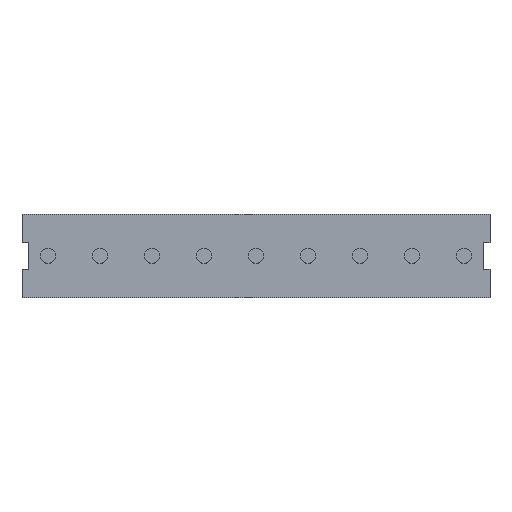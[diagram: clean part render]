
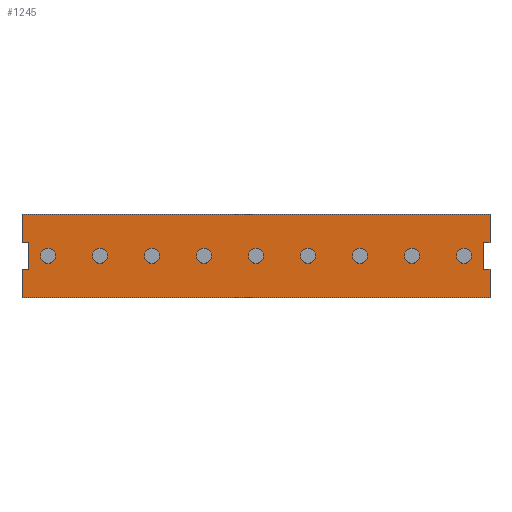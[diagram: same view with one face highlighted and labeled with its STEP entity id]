
A CAD part, top view. The second image highlights one B-rep face of the part: STEP entity #1245.
In plain terms, the highlighted planar face has unit normal (0, 0, 1).
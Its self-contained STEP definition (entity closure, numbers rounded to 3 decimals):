
#76=DIRECTION('',(0.,-1.,0.));
#77=VECTOR('',#76,2.159);
#78=CARTESIAN_POINT('',(-17.831,-1.016,0.));
#79=LINE('',#78,#77);
#116=DIRECTION('',(0.,-1.,0.));
#117=VECTOR('',#116,2.159);
#118=CARTESIAN_POINT('',(-17.831,3.175,0.));
#119=LINE('',#118,#117);
#242=DIRECTION('',(0.,-1.,0.));
#243=VECTOR('',#242,2.159);
#244=CARTESIAN_POINT('',(17.831,3.175,0.));
#245=LINE('',#244,#243);
#282=DIRECTION('',(0.,-1.,0.));
#283=VECTOR('',#282,2.159);
#284=CARTESIAN_POINT('',(17.831,-1.016,0.));
#285=LINE('',#284,#283);
#286=DIRECTION('',(-1.,0.,0.));
#287=VECTOR('',#286,0.5);
#288=CARTESIAN_POINT('',(17.831,1.016,0.));
#289=LINE('',#288,#287);
#290=DIRECTION('',(0.,-1.,0.));
#291=VECTOR('',#290,2.032);
#292=CARTESIAN_POINT('',(17.331,1.016,0.));
#293=LINE('',#292,#291);
#294=DIRECTION('',(-1.,0.,0.));
#295=VECTOR('',#294,0.5);
#296=CARTESIAN_POINT('',(17.831,-1.016,0.));
#297=LINE('',#296,#295);
#298=DIRECTION('',(1.,0.,0.));
#299=VECTOR('',#298,0.5);
#300=CARTESIAN_POINT('',(-17.831,-1.016,0.));
#301=LINE('',#300,#299);
#302=DIRECTION('',(0.,1.,0.));
#303=VECTOR('',#302,2.032);
#304=CARTESIAN_POINT('',(-17.331,-1.016,0.));
#305=LINE('',#304,#303);
#306=DIRECTION('',(1.,0.,0.));
#307=VECTOR('',#306,0.5);
#308=CARTESIAN_POINT('',(-17.831,1.016,0.));
#309=LINE('',#308,#307);
#310=DIRECTION('',(1.,0.,0.));
#311=VECTOR('',#310,35.662);
#312=CARTESIAN_POINT('',(-17.831,3.175,0.));
#313=LINE('',#312,#311);
#314=CARTESIAN_POINT('',(15.85,0.,0.));
#315=DIRECTION('',(0.,0.,1.));
#316=DIRECTION('',(1.,0.,0.));
#317=AXIS2_PLACEMENT_3D('',#314,#315,#316);
#319=CARTESIAN_POINT('',(15.85,0.,0.));
#320=DIRECTION('',(0.,0.,1.));
#321=DIRECTION('',(-1.,0.,0.));
#322=AXIS2_PLACEMENT_3D('',#319,#320,#321);
#324=CARTESIAN_POINT('',(11.887,0.,0.));
#325=DIRECTION('',(0.,0.,1.));
#326=DIRECTION('',(1.,0.,0.));
#327=AXIS2_PLACEMENT_3D('',#324,#325,#326);
#329=CARTESIAN_POINT('',(11.887,0.,0.));
#330=DIRECTION('',(0.,0.,1.));
#331=DIRECTION('',(-1.,0.,0.));
#332=AXIS2_PLACEMENT_3D('',#329,#330,#331);
#334=CARTESIAN_POINT('',(7.925,0.,0.));
#335=DIRECTION('',(0.,0.,1.));
#336=DIRECTION('',(1.,0.,0.));
#337=AXIS2_PLACEMENT_3D('',#334,#335,#336);
#339=CARTESIAN_POINT('',(7.925,0.,0.));
#340=DIRECTION('',(0.,0.,1.));
#341=DIRECTION('',(-1.,0.,0.));
#342=AXIS2_PLACEMENT_3D('',#339,#340,#341);
#344=CARTESIAN_POINT('',(3.962,0.,0.));
#345=DIRECTION('',(0.,0.,1.));
#346=DIRECTION('',(1.,0.,0.));
#347=AXIS2_PLACEMENT_3D('',#344,#345,#346);
#349=CARTESIAN_POINT('',(3.962,0.,0.));
#350=DIRECTION('',(0.,0.,1.));
#351=DIRECTION('',(-1.,0.,0.));
#352=AXIS2_PLACEMENT_3D('',#349,#350,#351);
#354=CARTESIAN_POINT('',(0.,0.,0.));
#355=DIRECTION('',(0.,0.,1.));
#356=DIRECTION('',(1.,0.,0.));
#357=AXIS2_PLACEMENT_3D('',#354,#355,#356);
#359=CARTESIAN_POINT('',(0.,0.,0.));
#360=DIRECTION('',(0.,0.,1.));
#361=DIRECTION('',(-1.,0.,0.));
#362=AXIS2_PLACEMENT_3D('',#359,#360,#361);
#364=CARTESIAN_POINT('',(-3.962,0.,0.));
#365=DIRECTION('',(0.,0.,1.));
#366=DIRECTION('',(1.,0.,0.));
#367=AXIS2_PLACEMENT_3D('',#364,#365,#366);
#369=CARTESIAN_POINT('',(-3.962,0.,0.));
#370=DIRECTION('',(0.,0.,1.));
#371=DIRECTION('',(-1.,0.,0.));
#372=AXIS2_PLACEMENT_3D('',#369,#370,#371);
#374=CARTESIAN_POINT('',(-7.925,0.,0.));
#375=DIRECTION('',(0.,0.,1.));
#376=DIRECTION('',(1.,0.,0.));
#377=AXIS2_PLACEMENT_3D('',#374,#375,#376);
#379=CARTESIAN_POINT('',(-7.925,0.,0.));
#380=DIRECTION('',(0.,0.,1.));
#381=DIRECTION('',(-1.,0.,0.));
#382=AXIS2_PLACEMENT_3D('',#379,#380,#381);
#384=CARTESIAN_POINT('',(-11.887,0.,0.));
#385=DIRECTION('',(0.,0.,1.));
#386=DIRECTION('',(1.,0.,0.));
#387=AXIS2_PLACEMENT_3D('',#384,#385,#386);
#389=CARTESIAN_POINT('',(-11.887,0.,0.));
#390=DIRECTION('',(0.,0.,1.));
#391=DIRECTION('',(-1.,0.,0.));
#392=AXIS2_PLACEMENT_3D('',#389,#390,#391);
#394=CARTESIAN_POINT('',(-15.85,0.,0.));
#395=DIRECTION('',(0.,0.,1.));
#396=DIRECTION('',(1.,0.,0.));
#397=AXIS2_PLACEMENT_3D('',#394,#395,#396);
#399=CARTESIAN_POINT('',(-15.85,0.,0.));
#400=DIRECTION('',(0.,0.,1.));
#401=DIRECTION('',(-1.,0.,0.));
#402=AXIS2_PLACEMENT_3D('',#399,#400,#401);
#412=DIRECTION('',(1.,0.,0.));
#413=VECTOR('',#412,35.662);
#414=CARTESIAN_POINT('',(-17.831,-3.175,0.));
#415=LINE('',#414,#413);
#768=CARTESIAN_POINT('',(-17.831,-3.175,0.));
#770=VERTEX_POINT('',#768);
#778=CARTESIAN_POINT('',(-17.831,3.175,0.));
#779=VERTEX_POINT('',#778);
#780=CARTESIAN_POINT('',(17.831,-3.175,0.));
#782=VERTEX_POINT('',#780);
#790=CARTESIAN_POINT('',(17.831,3.175,0.));
#791=VERTEX_POINT('',#790);
#808=CARTESIAN_POINT('',(16.421,0.,0.));
#809=CARTESIAN_POINT('',(15.278,0.,0.));
#810=VERTEX_POINT('',#808);
#811=VERTEX_POINT('',#809);
#824=CARTESIAN_POINT('',(12.459,0.,0.));
#825=CARTESIAN_POINT('',(11.316,0.,0.));
#826=VERTEX_POINT('',#824);
#827=VERTEX_POINT('',#825);
#832=CARTESIAN_POINT('',(-17.831,-1.016,0.));
#834=VERTEX_POINT('',#832);
#836=CARTESIAN_POINT('',(-17.831,1.016,0.));
#838=VERTEX_POINT('',#836);
#840=CARTESIAN_POINT('',(17.831,1.016,0.));
#842=VERTEX_POINT('',#840);
#844=CARTESIAN_POINT('',(17.831,-1.016,0.));
#846=VERTEX_POINT('',#844);
#848=CARTESIAN_POINT('',(17.331,1.016,0.));
#849=VERTEX_POINT('',#848);
#850=CARTESIAN_POINT('',(17.331,-1.016,0.));
#851=VERTEX_POINT('',#850);
#852=CARTESIAN_POINT('',(-17.331,-1.016,0.));
#853=VERTEX_POINT('',#852);
#854=CARTESIAN_POINT('',(-17.331,1.016,0.));
#855=VERTEX_POINT('',#854);
#872=CARTESIAN_POINT('',(8.496,0.,0.));
#873=CARTESIAN_POINT('',(7.353,0.,0.));
#874=VERTEX_POINT('',#872);
#875=VERTEX_POINT('',#873);
#888=CARTESIAN_POINT('',(4.534,0.,0.));
#889=CARTESIAN_POINT('',(3.391,0.,0.));
#890=VERTEX_POINT('',#888);
#891=VERTEX_POINT('',#889);
#904=CARTESIAN_POINT('',(0.572,0.,0.));
#905=CARTESIAN_POINT('',(-0.572,0.,0.));
#906=VERTEX_POINT('',#904);
#907=VERTEX_POINT('',#905);
#920=CARTESIAN_POINT('',(-3.391,0.,0.));
#921=CARTESIAN_POINT('',(-4.534,0.,0.));
#922=VERTEX_POINT('',#920);
#923=VERTEX_POINT('',#921);
#936=CARTESIAN_POINT('',(-7.353,0.,0.));
#937=CARTESIAN_POINT('',(-8.496,0.,0.));
#938=VERTEX_POINT('',#936);
#939=VERTEX_POINT('',#937);
#952=CARTESIAN_POINT('',(-11.316,0.,0.));
#953=CARTESIAN_POINT('',(-12.459,0.,0.));
#954=VERTEX_POINT('',#952);
#955=VERTEX_POINT('',#953);
#968=CARTESIAN_POINT('',(-15.278,0.,0.));
#969=CARTESIAN_POINT('',(-16.421,0.,0.));
#970=VERTEX_POINT('',#968);
#971=VERTEX_POINT('',#969);
#1166=CARTESIAN_POINT('',(-17.831,3.175,0.));
#1167=DIRECTION('',(0.,0.,1.));
#1168=DIRECTION('',(0.,-1.,0.));
#1169=AXIS2_PLACEMENT_3D('',#1166,#1167,#1168);
#1170=PLANE('',#1169);
#1171=ORIENTED_EDGE('',*,*,#1124,.T.);
#1173=ORIENTED_EDGE('',*,*,#1172,.T.);
#1175=ORIENTED_EDGE('',*,*,#1174,.F.);
#1176=ORIENTED_EDGE('',*,*,#1161,.T.);
#1178=ORIENTED_EDGE('',*,*,#1177,.F.);
#1179=ORIENTED_EDGE('',*,*,#983,.F.);
#1180=ORIENTED_EDGE('',*,*,#1026,.T.);
#1182=ORIENTED_EDGE('',*,*,#1181,.T.);
#1184=ORIENTED_EDGE('',*,*,#1183,.F.);
#1185=ORIENTED_EDGE('',*,*,#1011,.F.);
#1187=ORIENTED_EDGE('',*,*,#1186,.T.);
#1188=ORIENTED_EDGE('',*,*,#1135,.T.);
#1189=EDGE_LOOP('',(#1171,#1173,#1175,#1176,#1178,#1179,#1180,#1182,#1184,#1185,
#1187,#1188));
#1190=FACE_OUTER_BOUND('',#1189,.F.);
#1192=ORIENTED_EDGE('',*,*,#1191,.T.);
#1194=ORIENTED_EDGE('',*,*,#1193,.T.);
#1195=EDGE_LOOP('',(#1192,#1194));
#1196=FACE_BOUND('',#1195,.F.);
#1198=ORIENTED_EDGE('',*,*,#1197,.T.);
#1200=ORIENTED_EDGE('',*,*,#1199,.T.);
#1201=EDGE_LOOP('',(#1198,#1200));
#1202=FACE_BOUND('',#1201,.F.);
#1204=ORIENTED_EDGE('',*,*,#1203,.T.);
#1206=ORIENTED_EDGE('',*,*,#1205,.T.);
#1207=EDGE_LOOP('',(#1204,#1206));
#1208=FACE_BOUND('',#1207,.F.);
#1210=ORIENTED_EDGE('',*,*,#1209,.T.);
#1212=ORIENTED_EDGE('',*,*,#1211,.T.);
#1213=EDGE_LOOP('',(#1210,#1212));
#1214=FACE_BOUND('',#1213,.F.);
#1216=ORIENTED_EDGE('',*,*,#1215,.T.);
#1218=ORIENTED_EDGE('',*,*,#1217,.T.);
#1219=EDGE_LOOP('',(#1216,#1218));
#1220=FACE_BOUND('',#1219,.F.);
#1222=ORIENTED_EDGE('',*,*,#1221,.T.);
#1224=ORIENTED_EDGE('',*,*,#1223,.T.);
#1225=EDGE_LOOP('',(#1222,#1224));
#1226=FACE_BOUND('',#1225,.F.);
#1228=ORIENTED_EDGE('',*,*,#1227,.T.);
#1230=ORIENTED_EDGE('',*,*,#1229,.T.);
#1231=EDGE_LOOP('',(#1228,#1230));
#1232=FACE_BOUND('',#1231,.F.);
#1234=ORIENTED_EDGE('',*,*,#1233,.T.);
#1236=ORIENTED_EDGE('',*,*,#1235,.T.);
#1237=EDGE_LOOP('',(#1234,#1236));
#1238=FACE_BOUND('',#1237,.F.);
#1240=ORIENTED_EDGE('',*,*,#1239,.T.);
#1242=ORIENTED_EDGE('',*,*,#1241,.T.);
#1243=EDGE_LOOP('',(#1240,#1242));
#1244=FACE_BOUND('',#1243,.F.);
#1245=ADVANCED_FACE('',(#1190,#1196,#1202,#1208,#1214,#1220,#1226,#1232,#1238,
#1244),#1170,.T.);
#318=CIRCLE('',#317,0.572);
#323=CIRCLE('',#322,0.572);
#328=CIRCLE('',#327,0.572);
#333=CIRCLE('',#332,0.572);
#338=CIRCLE('',#337,0.572);
#343=CIRCLE('',#342,0.572);
#348=CIRCLE('',#347,0.572);
#353=CIRCLE('',#352,0.572);
#358=CIRCLE('',#357,0.572);
#363=CIRCLE('',#362,0.572);
#368=CIRCLE('',#367,0.572);
#373=CIRCLE('',#372,0.572);
#378=CIRCLE('',#377,0.572);
#383=CIRCLE('',#382,0.572);
#388=CIRCLE('',#387,0.572);
#393=CIRCLE('',#392,0.572);
#398=CIRCLE('',#397,0.572);
#403=CIRCLE('',#402,0.572);
#983=EDGE_CURVE('',#834,#770,#79,.T.);
#1011=EDGE_CURVE('',#779,#838,#119,.T.);
#1026=EDGE_CURVE('',#834,#853,#301,.T.);
#1124=EDGE_CURVE('',#842,#849,#289,.T.);
#1135=EDGE_CURVE('',#791,#842,#245,.T.);
#1161=EDGE_CURVE('',#846,#782,#285,.T.);
#1172=EDGE_CURVE('',#849,#851,#293,.T.);
#1174=EDGE_CURVE('',#846,#851,#297,.T.);
#1177=EDGE_CURVE('',#770,#782,#415,.T.);
#1181=EDGE_CURVE('',#853,#855,#305,.T.);
#1183=EDGE_CURVE('',#838,#855,#309,.T.);
#1186=EDGE_CURVE('',#779,#791,#313,.T.);
#1191=EDGE_CURVE('',#810,#811,#318,.T.);
#1193=EDGE_CURVE('',#811,#810,#323,.T.);
#1197=EDGE_CURVE('',#826,#827,#328,.T.);
#1199=EDGE_CURVE('',#827,#826,#333,.T.);
#1203=EDGE_CURVE('',#874,#875,#338,.T.);
#1205=EDGE_CURVE('',#875,#874,#343,.T.);
#1209=EDGE_CURVE('',#890,#891,#348,.T.);
#1211=EDGE_CURVE('',#891,#890,#353,.T.);
#1215=EDGE_CURVE('',#906,#907,#358,.T.);
#1217=EDGE_CURVE('',#907,#906,#363,.T.);
#1221=EDGE_CURVE('',#922,#923,#368,.T.);
#1223=EDGE_CURVE('',#923,#922,#373,.T.);
#1227=EDGE_CURVE('',#938,#939,#378,.T.);
#1229=EDGE_CURVE('',#939,#938,#383,.T.);
#1233=EDGE_CURVE('',#954,#955,#388,.T.);
#1235=EDGE_CURVE('',#955,#954,#393,.T.);
#1239=EDGE_CURVE('',#970,#971,#398,.T.);
#1241=EDGE_CURVE('',#971,#970,#403,.T.);
